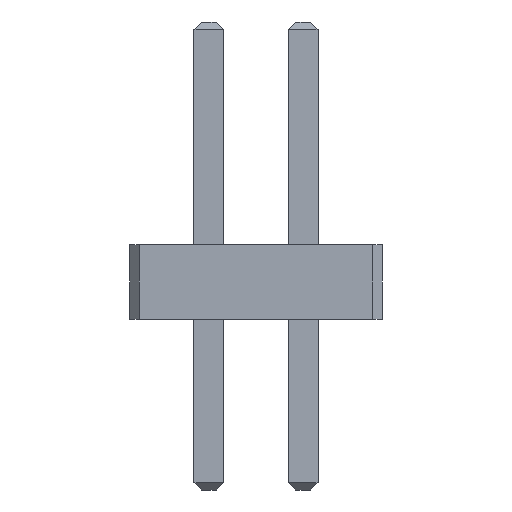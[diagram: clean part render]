
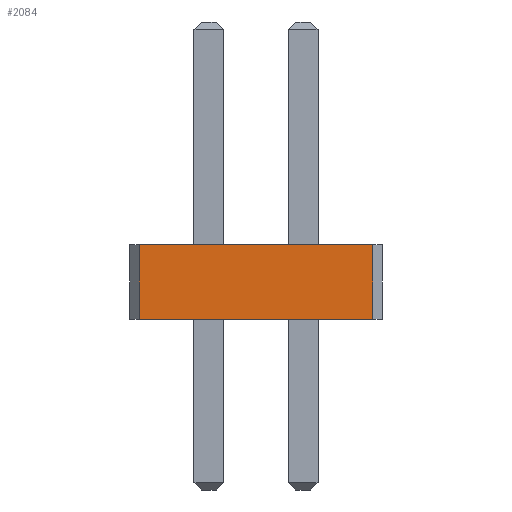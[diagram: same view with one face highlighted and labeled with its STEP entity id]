
A CAD part, front view. The second image highlights one B-rep face of the part: STEP entity #2084.
In plain terms, the highlighted planar face has unit normal (0, -1, 0).
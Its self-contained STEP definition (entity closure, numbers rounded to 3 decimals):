
#13=DIRECTION('',(0.,0.,1.));
#27=VECTOR('',#13,1.);
#67=DIRECTION('',(1.,0.,0.));
#2071=VERTEX_POINT('',#2072);
#2072=CARTESIAN_POINT('',(-0.938,-45.085,1.));
#2075=EDGE_CURVE('',#2076,#2071,#2078,.T.);
#2076=VERTEX_POINT('',#2077);
#2077=CARTESIAN_POINT('',(-0.938,-45.085,0.));
#2078=LINE('',#2077,#27);
#2084=ADVANCED_FACE('',(#2085),#2102,.F.);
#2085=FACE_BOUND('',#2086,.F.);
#2086=EDGE_LOOP('',(#2087,#2088,#2094,#2099));
#2087=ORIENTED_EDGE('',*,*,#2075,.T.);
#2088=ORIENTED_EDGE('',*,*,#2089,.T.);
#2089=EDGE_CURVE('',#2071,#2090,#2092,.T.);
#2090=VERTEX_POINT('',#2091);
#2091=CARTESIAN_POINT('',(2.208,-45.085,1.));
#2092=LINE('',#2072,#2093);
#2093=VECTOR('',#67,1.);
#2094=ORIENTED_EDGE('',*,*,#2095,.F.);
#2095=EDGE_CURVE('',#2096,#2090,#2098,.T.);
#2096=VERTEX_POINT('',#2097);
#2097=CARTESIAN_POINT('',(2.208,-45.085,0.));
#2098=LINE('',#2097,#27);
#2099=ORIENTED_EDGE('',*,*,#2100,.F.);
#2100=EDGE_CURVE('',#2076,#2096,#2101,.T.);
#2101=LINE('',#2077,#2093);
#2102=PLANE('',#2103);
#2103=AXIS2_PLACEMENT_3D('',#2077,#2104,#67);
#2104=DIRECTION('',(0.,1.,0.));
